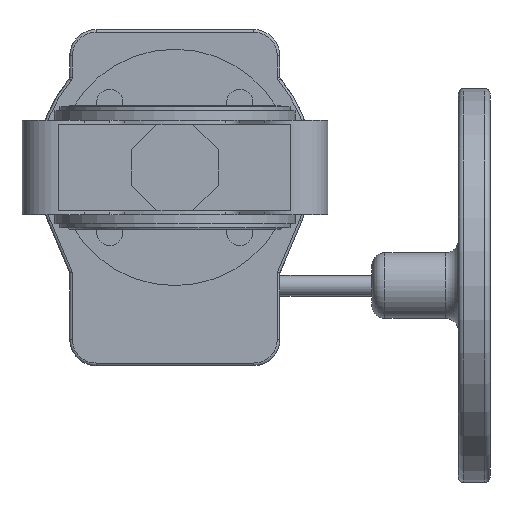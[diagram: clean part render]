
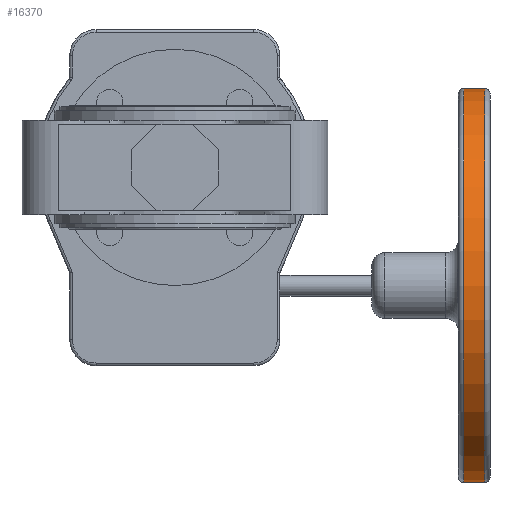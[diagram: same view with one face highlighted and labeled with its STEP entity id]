
A CAD part, front view. The second image highlights one B-rep face of the part: STEP entity #16370.
In plain terms, the highlighted cylindrical face has radius 75 mm (diameter 150 mm), a partial arc.
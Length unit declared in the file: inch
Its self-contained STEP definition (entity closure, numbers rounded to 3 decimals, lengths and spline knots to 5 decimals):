
#71 = CARTESIAN_POINT ( 'NONE',  ( 6.01135, 9.60404, 3.14144 ) ) ;
#109 = EDGE_CURVE ( 'NONE', #21644, #19096, #3508, .T. ) ;
#1837 = VERTEX_POINT ( 'NONE', #15516 ) ;
#2997 = EDGE_CURVE ( 'NONE', #1837, #19096, #4815, .T. ) ;
#3269 = DIRECTION ( 'NONE',  ( -1., 0., 0. ) ) ;
#3508 = LINE ( 'NONE', #5325, #8978 ) ;
#3619 = DIRECTION ( 'NONE',  ( 1., 0., 0. ) ) ;
#4268 = LINE ( 'NONE', #16439, #20851 ) ;
#4815 = CIRCLE ( 'NONE', #12818, 2.95276 ) ;
#5325 = CARTESIAN_POINT ( 'NONE',  ( 5.61764, 9.60404, 3.14144 ) ) ;
#5718 = CARTESIAN_POINT ( 'NONE',  ( 5.69639, 9.60404, 3.14144 ) ) ;
#5938 = DIRECTION ( 'NONE',  ( 0., 0., -1. ) ) ;
#6967 = VERTEX_POINT ( 'NONE', #21578 ) ;
#7041 = DIRECTION ( 'NONE',  ( 0., 0., -1. ) ) ;
#7352 = DIRECTION ( 'NONE',  ( 0., 0., -1. ) ) ;
#7884 = ORIENTED_EDGE ( 'NONE', *, *, #2997, .T. ) ;
#8978 = VECTOR ( 'NONE', #3619, 39.37008 ) ;
#9257 = EDGE_LOOP ( 'NONE', ( #21642, #21136, #17986, #7884 ) ) ;
#9477 = DIRECTION ( 'NONE',  ( 1., 0., 0. ) ) ;
#11094 = AXIS2_PLACEMENT_3D ( 'NONE', #14460, #9477, #5938 ) ;
#12433 = CYLINDRICAL_SURFACE ( 'NONE', #17983, 2.95276 ) ;
#12818 = AXIS2_PLACEMENT_3D ( 'NONE', #18959, #3269, #7041 ) ;
#14460 = CARTESIAN_POINT ( 'NONE',  ( 5.69639, 9.60404, 0.18868 ) ) ;
#15516 = CARTESIAN_POINT ( 'NONE',  ( 6.01135, 9.60404, -2.76407 ) ) ;
#16335 = CARTESIAN_POINT ( 'NONE',  ( 5.61764, 9.60404, 0.18868 ) ) ;
#16370 = ADVANCED_FACE ( 'NONE', ( #19361 ), #12433, .T. ) ;
#16437 = EDGE_CURVE ( 'NONE', #6967, #1837, #4268, .T. ) ;
#16439 = CARTESIAN_POINT ( 'NONE',  ( 5.61764, 9.60404, -2.76407 ) ) ;
#16621 = EDGE_CURVE ( 'NONE', #21644, #6967, #16928, .T. ) ;
#16928 = CIRCLE ( 'NONE', #11094, 2.95276 ) ;
#17788 = DIRECTION ( 'NONE',  ( 1., 0., 0. ) ) ;
#17983 = AXIS2_PLACEMENT_3D ( 'NONE', #16335, #17788, #7352 ) ;
#17986 = ORIENTED_EDGE ( 'NONE', *, *, #16437, .T. ) ;
#18959 = CARTESIAN_POINT ( 'NONE',  ( 6.01135, 9.60404, 0.18868 ) ) ;
#19096 = VERTEX_POINT ( 'NONE', #71 ) ;
#19361 = FACE_OUTER_BOUND ( 'NONE', #9257, .T. ) ;
#19603 = DIRECTION ( 'NONE',  ( 1., 0., 0. ) ) ;
#20851 = VECTOR ( 'NONE', #19603, 39.37008 ) ;
#21136 = ORIENTED_EDGE ( 'NONE', *, *, #16621, .T. ) ;
#21578 = CARTESIAN_POINT ( 'NONE',  ( 5.69639, 9.60404, -2.76407 ) ) ;
#21642 = ORIENTED_EDGE ( 'NONE', *, *, #109, .F. ) ;
#21644 = VERTEX_POINT ( 'NONE', #5718 ) ;
